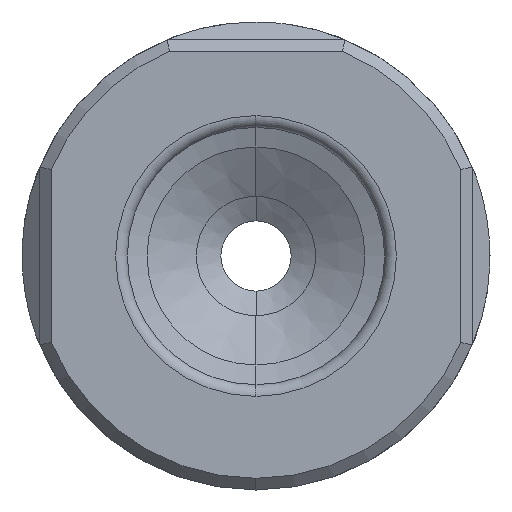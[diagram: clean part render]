
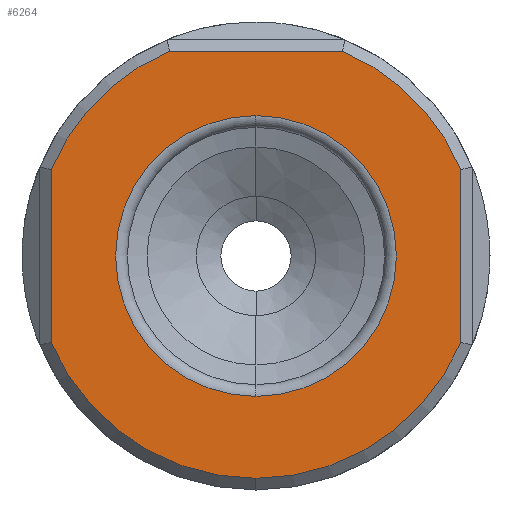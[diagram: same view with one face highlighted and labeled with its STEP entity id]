
A CAD part, left-side view. The second image highlights one B-rep face of the part: STEP entity #6264.
In plain terms, the highlighted planar face has unit normal (-1, 0, 0).
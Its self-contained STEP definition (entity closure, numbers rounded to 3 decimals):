
#116 = EDGE_LOOP ( 'NONE', ( #13723, #10010 ) ) ;
#580 = CARTESIAN_POINT ( 'NONE',  ( 0., 0., 0. ) ) ;
#829 = CARTESIAN_POINT ( 'NONE',  ( 0., 0., -19. ) ) ;
#1029 = VERTEX_POINT ( 'NONE', #829 ) ;
#1065 = CARTESIAN_POINT ( 'NONE',  ( 0., -17.5, -7.399 ) ) ;
#1099 = CIRCLE ( 'NONE', #12940, 19. ) ;
#1170 = DIRECTION ( 'NONE',  ( -1., 0., 0. ) ) ;
#1340 = DIRECTION ( 'NONE',  ( 0., 0., 1. ) ) ;
#1437 = CARTESIAN_POINT ( 'NONE',  ( 0., 0., 0. ) ) ;
#1743 = DIRECTION ( 'NONE',  ( 0., 0., -1. ) ) ;
#1852 = EDGE_CURVE ( 'NONE', #13970, #2286, #9627, .T. ) ;
#1921 = EDGE_CURVE ( 'NONE', #1029, #7009, #1099, .T. ) ;
#2286 = VERTEX_POINT ( 'NONE', #11805 ) ;
#2661 = DIRECTION ( 'NONE',  ( 0., 0., -1. ) ) ;
#2743 = EDGE_CURVE ( 'NONE', #8234, #1029, #6403, .T. ) ;
#2744 = CARTESIAN_POINT ( 'NONE',  ( 0., 17.5, -7.599 ) ) ;
#2859 = VECTOR ( 'NONE', #4636, 1000. ) ;
#3025 = PLANE ( 'NONE',  #4865 ) ;
#3647 = FACE_OUTER_BOUND ( 'NONE', #14652, .T. ) ;
#3775 = EDGE_CURVE ( 'NONE', #14182, #6002, #12227, .T. ) ;
#4361 = DIRECTION ( 'NONE',  ( 0., 0., 1. ) ) ;
#4385 = ORIENTED_EDGE ( 'NONE', *, *, #8054, .T. ) ;
#4556 = CARTESIAN_POINT ( 'NONE',  ( 0., 17.5, 7.399 ) ) ;
#4636 = DIRECTION ( 'NONE',  ( 0., 0., 1. ) ) ;
#4712 = AXIS2_PLACEMENT_3D ( 'NONE', #7958, #1170, #6667 ) ;
#4743 = CARTESIAN_POINT ( 'NONE',  ( 0., 7.599, 17.5 ) ) ;
#4790 = CIRCLE ( 'NONE', #13727, 12. ) ;
#4865 = AXIS2_PLACEMENT_3D ( 'NONE', #13379, #8778, #11049 ) ;
#5165 = DIRECTION ( 'NONE',  ( 0., 0., 1. ) ) ;
#5557 = DIRECTION ( 'NONE',  ( -1., 0., 0. ) ) ;
#5608 = ORIENTED_EDGE ( 'NONE', *, *, #8081, .T. ) ;
#5767 = AXIS2_PLACEMENT_3D ( 'NONE', #1437, #11584, #1340 ) ;
#5947 = CARTESIAN_POINT ( 'NONE',  ( 0., 0., 0. ) ) ;
#6002 = VERTEX_POINT ( 'NONE', #10653 ) ;
#6264 = ADVANCED_FACE ( 'NONE', ( #3647, #10182 ), #3025, .T. ) ;
#6403 = CIRCLE ( 'NONE', #4712, 19. ) ;
#6667 = DIRECTION ( 'NONE',  ( 0., 0., 1. ) ) ;
#6784 = CARTESIAN_POINT ( 'NONE',  ( 0., 0., 0. ) ) ;
#6947 = LINE ( 'NONE', #8000, #2859 ) ;
#6954 = DIRECTION ( 'NONE',  ( 0., 1., 0. ) ) ;
#7009 = VERTEX_POINT ( 'NONE', #1065 ) ;
#7473 = VECTOR ( 'NONE', #6954, 1000. ) ;
#7512 = ORIENTED_EDGE ( 'NONE', *, *, #3775, .T. ) ;
#7958 = CARTESIAN_POINT ( 'NONE',  ( 0., 0., 0. ) ) ;
#8000 = CARTESIAN_POINT ( 'NONE',  ( 0., -17.5, 7.599 ) ) ;
#8054 = EDGE_CURVE ( 'NONE', #7009, #14182, #6947, .T. ) ;
#8081 = EDGE_CURVE ( 'NONE', #6002, #9828, #12975, .T. ) ;
#8234 = VERTEX_POINT ( 'NONE', #12837 ) ;
#8772 = VERTEX_POINT ( 'NONE', #4556 ) ;
#8778 = DIRECTION ( 'NONE',  ( -1., 0., 0. ) ) ;
#9024 = EDGE_CURVE ( 'NONE', #2286, #13970, #4790, .T. ) ;
#9408 = AXIS2_PLACEMENT_3D ( 'NONE', #5947, #10632, #13868 ) ;
#9515 = VECTOR ( 'NONE', #2661, 1000. ) ;
#9592 = CARTESIAN_POINT ( 'NONE',  ( 0., -17.5, 7.399 ) ) ;
#9597 = DIRECTION ( 'NONE',  ( 1., 0., 0. ) ) ;
#9627 = CIRCLE ( 'NONE', #9408, 12. ) ;
#9828 = VERTEX_POINT ( 'NONE', #11186 ) ;
#9838 = ORIENTED_EDGE ( 'NONE', *, *, #12034, .T. ) ;
#9851 = AXIS2_PLACEMENT_3D ( 'NONE', #6784, #5557, #4361 ) ;
#9994 = CARTESIAN_POINT ( 'NONE',  ( 0., 0., 12. ) ) ;
#10010 = ORIENTED_EDGE ( 'NONE', *, *, #1852, .T. ) ;
#10182 = FACE_BOUND ( 'NONE', #116, .T. ) ;
#10632 = DIRECTION ( 'NONE',  ( 1., 0., 0. ) ) ;
#10653 = CARTESIAN_POINT ( 'NONE',  ( 0., -7.399, 17.5 ) ) ;
#11049 = DIRECTION ( 'NONE',  ( 0., 0., 1. ) ) ;
#11186 = CARTESIAN_POINT ( 'NONE',  ( 0., 7.399, 17.5 ) ) ;
#11200 = EDGE_CURVE ( 'NONE', #9828, #8772, #14350, .T. ) ;
#11584 = DIRECTION ( 'NONE',  ( -1., 0., 0. ) ) ;
#11805 = CARTESIAN_POINT ( 'NONE',  ( 0., 0., -12. ) ) ;
#11842 = ORIENTED_EDGE ( 'NONE', *, *, #11200, .T. ) ;
#11876 = DIRECTION ( 'NONE',  ( -1., 0., 0. ) ) ;
#12034 = EDGE_CURVE ( 'NONE', #8772, #8234, #12529, .T. ) ;
#12227 = CIRCLE ( 'NONE', #5767, 19. ) ;
#12529 = LINE ( 'NONE', #2744, #9515 ) ;
#12837 = CARTESIAN_POINT ( 'NONE',  ( 0., 17.5, -7.399 ) ) ;
#12848 = ORIENTED_EDGE ( 'NONE', *, *, #2743, .T. ) ;
#12916 = CARTESIAN_POINT ( 'NONE',  ( 0., 0., 0. ) ) ;
#12940 = AXIS2_PLACEMENT_3D ( 'NONE', #580, #11876, #5165 ) ;
#12975 = LINE ( 'NONE', #4743, #7473 ) ;
#13379 = CARTESIAN_POINT ( 'NONE',  ( 0., 12., 0. ) ) ;
#13723 = ORIENTED_EDGE ( 'NONE', *, *, #9024, .T. ) ;
#13727 = AXIS2_PLACEMENT_3D ( 'NONE', #12916, #9597, #1743 ) ;
#13868 = DIRECTION ( 'NONE',  ( 0., 0., -1. ) ) ;
#13970 = VERTEX_POINT ( 'NONE', #9994 ) ;
#13979 = ORIENTED_EDGE ( 'NONE', *, *, #1921, .T. ) ;
#14182 = VERTEX_POINT ( 'NONE', #9592 ) ;
#14350 = CIRCLE ( 'NONE', #9851, 19. ) ;
#14652 = EDGE_LOOP ( 'NONE', ( #4385, #7512, #5608, #11842, #9838, #12848, #13979 ) ) ;
